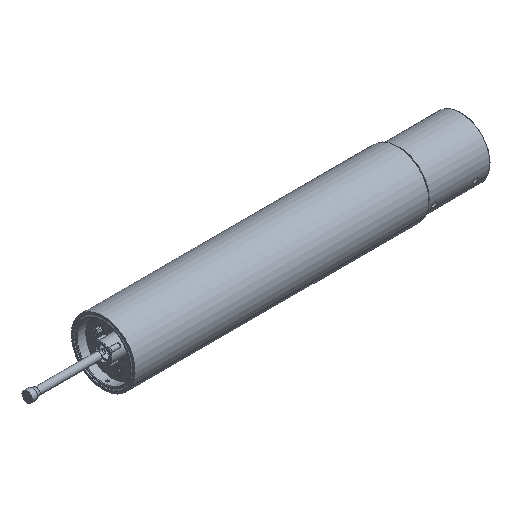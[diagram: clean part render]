
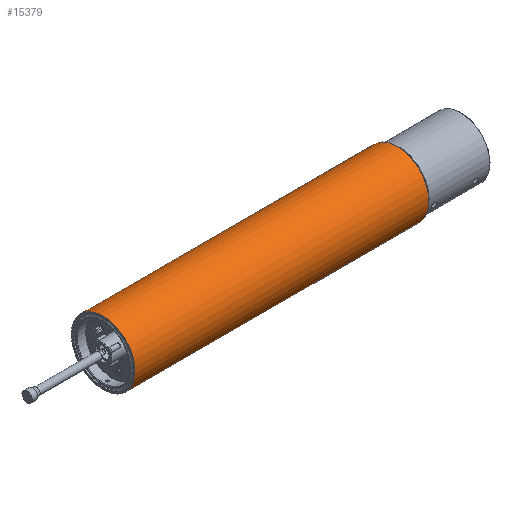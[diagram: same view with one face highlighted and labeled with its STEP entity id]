
A CAD part, isometric view. The second image highlights one B-rep face of the part: STEP entity #15379.
In plain terms, the highlighted cylindrical face has radius 37.425 mm (diameter 74.85 mm), a full revolution.
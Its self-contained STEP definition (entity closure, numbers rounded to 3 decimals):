
#2047=LINE('',#27766,#3389);
#3389=VECTOR('',#19851,37.425);
#3561=CYLINDRICAL_SURFACE('',#16564,37.425);
#4325=FACE_OUTER_BOUND('',#5234,.T.);
#5234=EDGE_LOOP('',(#13452,#13453,#13454,#13455));
#5994=CIRCLE('',#16562,37.425);
#5996=CIRCLE('',#16565,37.425);
#7349=VERTEX_POINT('',#27760);
#7351=VERTEX_POINT('',#27765);
#9403=EDGE_CURVE('',#7349,#7349,#5994,.T.);
#9405=EDGE_CURVE('',#7349,#7351,#2047,.T.);
#9406=EDGE_CURVE('',#7351,#7351,#5996,.T.);
#13452=ORIENTED_EDGE('',*,*,#9403,.F.);
#13453=ORIENTED_EDGE('',*,*,#9405,.T.);
#13454=ORIENTED_EDGE('',*,*,#9406,.F.);
#13455=ORIENTED_EDGE('',*,*,#9405,.F.);
#15379=ADVANCED_FACE('',(#4325),#3561,.T.);
#16562=AXIS2_PLACEMENT_3D('',#27761,#19845,#19846);
#16564=AXIS2_PLACEMENT_3D('',#27764,#19849,#19850);
#16565=AXIS2_PLACEMENT_3D('',#27767,#19852,#19853);
#19845=DIRECTION('center_axis',(-1.,0.,0.));
#19846=DIRECTION('ref_axis',(0.,-0.998,-0.058));
#19849=DIRECTION('center_axis',(-1.,0.,0.));
#19850=DIRECTION('ref_axis',(0.,-0.998,-0.058));
#19851=DIRECTION('',(1.,0.,0.));
#19852=DIRECTION('center_axis',(1.,0.,0.));
#19853=DIRECTION('ref_axis',(0.,-0.998,-0.058));
#27760=CARTESIAN_POINT('',(-180.531,48.823,7.251));
#27761=CARTESIAN_POINT('Origin',(-180.531,11.46,5.094));
#27764=CARTESIAN_POINT('Origin',(164.469,11.46,5.094));
#27765=CARTESIAN_POINT('',(164.469,48.823,7.251));
#27766=CARTESIAN_POINT('',(164.469,48.823,7.251));
#27767=CARTESIAN_POINT('Origin',(164.469,11.46,5.094));
